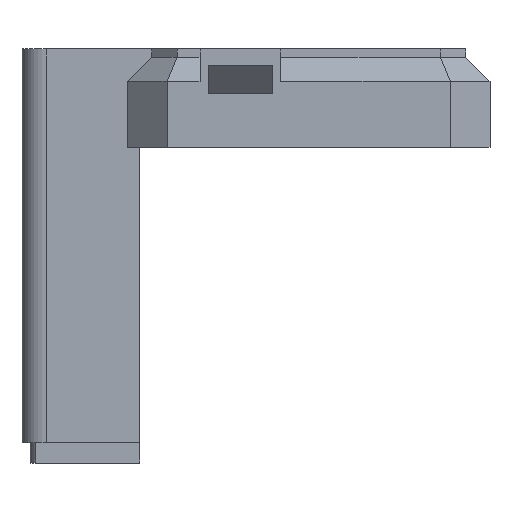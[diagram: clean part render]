
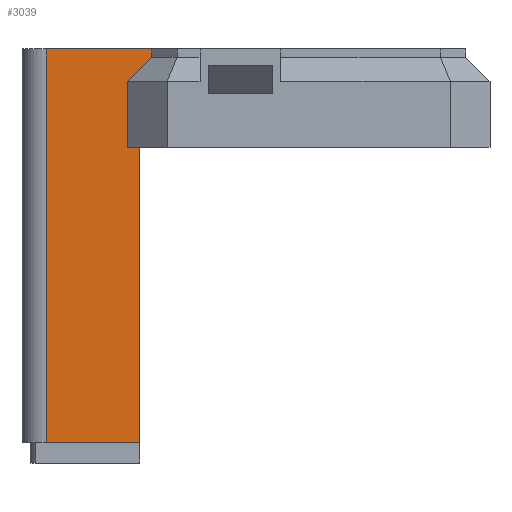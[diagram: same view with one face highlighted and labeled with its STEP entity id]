
A CAD part, left-side view. The second image highlights one B-rep face of the part: STEP entity #3039.
In plain terms, the highlighted planar face has unit normal (-1, 0, 0).
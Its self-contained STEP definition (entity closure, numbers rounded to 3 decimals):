
#65 = EDGE_CURVE ( 'NONE', #3069, #3091, #825, .T. ) ;
#78 = ORIENTED_EDGE ( 'NONE', *, *, #1683, .F. ) ;
#102 = ORIENTED_EDGE ( 'NONE', *, *, #65, .T. ) ;
#253 = VECTOR ( 'NONE', #3221, 1000. ) ;
#273 = DIRECTION ( 'NONE',  ( 0., 0., -1. ) ) ;
#366 = LINE ( 'NONE', #1650, #1084 ) ;
#396 = CARTESIAN_POINT ( 'NONE',  ( -69.676, -28.047, -39.7 ) ) ;
#519 = VECTOR ( 'NONE', #665, 1000. ) ;
#639 = EDGE_CURVE ( 'NONE', #1148, #3091, #3394, .T. ) ;
#665 = DIRECTION ( 'NONE',  ( 0., -1., 0. ) ) ;
#710 = CARTESIAN_POINT ( 'NONE',  ( -69.676, -29.547, 9.2 ) ) ;
#742 = CARTESIAN_POINT ( 'NONE',  ( -69.676, -26.547, -3. ) ) ;
#793 = PLANE ( 'NONE',  #2595 ) ;
#825 = LINE ( 'NONE', #2422, #916 ) ;
#916 = VECTOR ( 'NONE', #1392, 1000. ) ;
#988 = CARTESIAN_POINT ( 'NONE',  ( -69.676, -16.447, 9.2 ) ) ;
#994 = CARTESIAN_POINT ( 'NONE',  ( -69.676, -16.447, -39.7 ) ) ;
#1084 = VECTOR ( 'NONE', #2879, 1000. ) ;
#1148 = VERTEX_POINT ( 'NONE', #710 ) ;
#1218 = ORIENTED_EDGE ( 'NONE', *, *, #1704, .T. ) ;
#1316 = CARTESIAN_POINT ( 'NONE',  ( -69.676, -16.447, 8.2 ) ) ;
#1336 = CARTESIAN_POINT ( 'NONE',  ( -69.676, -28.047, -12.2 ) ) ;
#1368 = LINE ( 'NONE', #396, #2865 ) ;
#1392 = DIRECTION ( 'NONE',  ( 0., -0.707, 0.707 ) ) ;
#1399 = FACE_OUTER_BOUND ( 'NONE', #3188, .T. ) ;
#1460 = DIRECTION ( 'NONE',  ( 0., 0., 1. ) ) ;
#1471 = EDGE_CURVE ( 'NONE', #1787, #1148, #2487, .T. ) ;
#1486 = EDGE_CURVE ( 'NONE', #1787, #2923, #3482, .T. ) ;
#1650 = CARTESIAN_POINT ( 'NONE',  ( -69.676, -26.547, 8.2 ) ) ;
#1664 = DIRECTION ( 'NONE',  ( 0., 0., 1. ) ) ;
#1683 = EDGE_CURVE ( 'NONE', #2099, #3930, #3846, .T. ) ;
#1693 = VERTEX_POINT ( 'NONE', #2363 ) ;
#1704 = EDGE_CURVE ( 'NONE', #1693, #3930, #3867, .T. ) ;
#1721 = DIRECTION ( 'NONE',  ( 0., 1., 0. ) ) ;
#1725 = ORIENTED_EDGE ( 'NONE', *, *, #1471, .F. ) ;
#1787 = VERTEX_POINT ( 'NONE', #1879 ) ;
#1802 = ORIENTED_EDGE ( 'NONE', *, *, #3726, .F. ) ;
#1811 = CARTESIAN_POINT ( 'NONE',  ( -69.676, -29.547, 8.2 ) ) ;
#1868 = CARTESIAN_POINT ( 'NONE',  ( -69.676, -26.547, 5.2 ) ) ;
#1879 = CARTESIAN_POINT ( 'NONE',  ( -69.676, -16.447, 9.2 ) ) ;
#2024 = CARTESIAN_POINT ( 'NONE',  ( -69.676, -26.547, -3. ) ) ;
#2099 = VERTEX_POINT ( 'NONE', #2024 ) ;
#2200 = CARTESIAN_POINT ( 'NONE',  ( -69.676, -28.047, -3. ) ) ;
#2203 = VECTOR ( 'NONE', #1664, 1000. ) ;
#2363 = CARTESIAN_POINT ( 'NONE',  ( -69.676, -28.047, -39.7 ) ) ;
#2422 = CARTESIAN_POINT ( 'NONE',  ( -69.676, -26.547, 5.2 ) ) ;
#2487 = LINE ( 'NONE', #988, #519 ) ;
#2595 = AXIS2_PLACEMENT_3D ( 'NONE', #2646, #3893, #1460 ) ;
#2646 = CARTESIAN_POINT ( 'NONE',  ( -69.676, 0., 8.2 ) ) ;
#2810 = EDGE_CURVE ( 'NONE', #3069, #2099, #366, .T. ) ;
#2811 = ORIENTED_EDGE ( 'NONE', *, *, #1486, .T. ) ;
#2838 = VECTOR ( 'NONE', #273, 1000. ) ;
#2865 = VECTOR ( 'NONE', #1721, 1000. ) ;
#2879 = DIRECTION ( 'NONE',  ( 0., 0., -1. ) ) ;
#2908 = ORIENTED_EDGE ( 'NONE', *, *, #2810, .F. ) ;
#2923 = VERTEX_POINT ( 'NONE', #994 ) ;
#3039 = ADVANCED_FACE ( 'NONE', ( #1399 ), #793, .T. ) ;
#3069 = VERTEX_POINT ( 'NONE', #1868 ) ;
#3091 = VERTEX_POINT ( 'NONE', #1811 ) ;
#3188 = EDGE_LOOP ( 'NONE', ( #78, #2908, #102, #3844, #1725, #2811, #1802, #1218 ) ) ;
#3200 = DIRECTION ( 'NONE',  ( 0., 0., -1. ) ) ;
#3221 = DIRECTION ( 'NONE',  ( 0., -1., 0. ) ) ;
#3394 = LINE ( 'NONE', #3429, #2838 ) ;
#3429 = CARTESIAN_POINT ( 'NONE',  ( -69.676, -29.547, 9.2 ) ) ;
#3482 = LINE ( 'NONE', #1316, #3900 ) ;
#3726 = EDGE_CURVE ( 'NONE', #1693, #2923, #1368, .T. ) ;
#3844 = ORIENTED_EDGE ( 'NONE', *, *, #639, .F. ) ;
#3846 = LINE ( 'NONE', #742, #253 ) ;
#3867 = LINE ( 'NONE', #1336, #2203 ) ;
#3893 = DIRECTION ( 'NONE',  ( -1., 0., 0. ) ) ;
#3900 = VECTOR ( 'NONE', #3200, 1000. ) ;
#3930 = VERTEX_POINT ( 'NONE', #2200 ) ;
